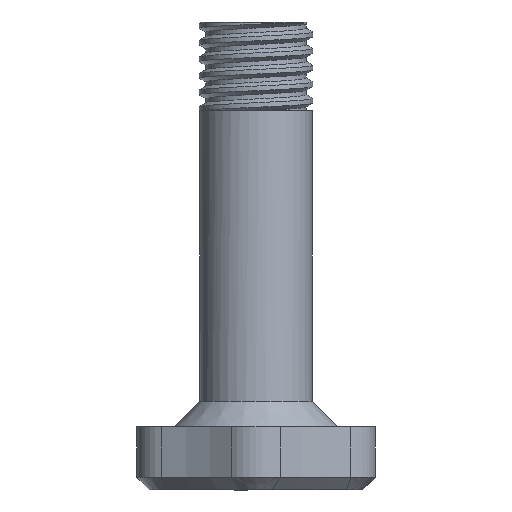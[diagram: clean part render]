
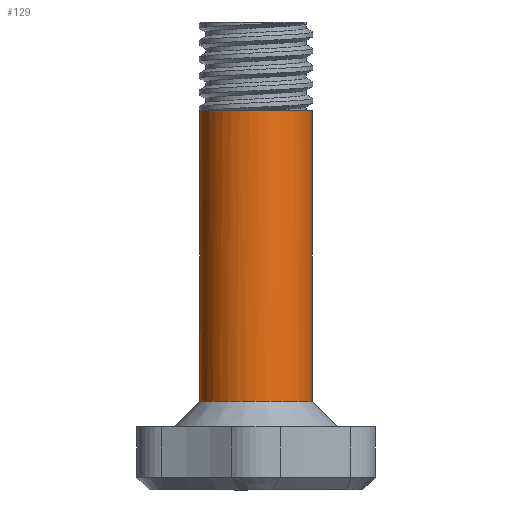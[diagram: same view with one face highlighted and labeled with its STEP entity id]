
A CAD part, left-side view. The second image highlights one B-rep face of the part: STEP entity #129.
In plain terms, the highlighted cylindrical face has radius 4.45 mm (diameter 8.9 mm), a partial arc.
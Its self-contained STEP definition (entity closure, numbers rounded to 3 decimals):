
#33 = ORIENTED_EDGE ( 'NONE', *, *, #3714, .T. ) ;
#47 = DIRECTION ( 'NONE',  ( 0., -1., 0. ) ) ;
#78 = CARTESIAN_POINT ( 'NONE',  ( 43.272, -4.878, 28.663 ) ) ;
#129 = ADVANCED_FACE ( 'NONE', ( #2219 ), #740, .T. ) ;
#375 = DIRECTION ( 'NONE',  ( 0., -1., 0. ) ) ;
#401 = DIRECTION ( 'NONE',  ( 0., 0., -1. ) ) ;
#533 = CIRCLE ( 'NONE', #1444, 4.45 ) ;
#590 = LINE ( 'NONE', #2857, #2605 ) ;
#601 = CARTESIAN_POINT ( 'NONE',  ( 43.272, 18.122, 28.663 ) ) ;
#614 = VERTEX_POINT ( 'NONE', #3223 ) ;
#716 = CARTESIAN_POINT ( 'NONE',  ( 43.272, 29.122, 37.563 ) ) ;
#731 = VECTOR ( 'NONE', #47, 1000. ) ;
#740 = CYLINDRICAL_SURFACE ( 'NONE', #2871, 4.45 ) ;
#873 = LINE ( 'NONE', #716, #731 ) ;
#1082 = EDGE_CURVE ( 'NONE', #614, #1370, #1980, .T. ) ;
#1209 = DIRECTION ( 'NONE',  ( 0., 0., -1. ) ) ;
#1370 = VERTEX_POINT ( 'NONE', #3427 ) ;
#1432 = EDGE_CURVE ( 'NONE', #3819, #2670, #590, .T. ) ;
#1444 = AXIS2_PLACEMENT_3D ( 'NONE', #2439, #3590, #1209 ) ;
#1455 = ORIENTED_EDGE ( 'NONE', *, *, #2516, .T. ) ;
#1540 = AXIS2_PLACEMENT_3D ( 'NONE', #2183, #375, #401 ) ;
#1849 = CARTESIAN_POINT ( 'NONE',  ( 43.272, 18.122, 33.113 ) ) ;
#1855 = AXIS2_PLACEMENT_3D ( 'NONE', #1849, #3366, #3982 ) ;
#1980 = CIRCLE ( 'NONE', #1855, 4.45 ) ;
#2172 = DIRECTION ( 'NONE',  ( 0., 0., -1. ) ) ;
#2183 = CARTESIAN_POINT ( 'NONE',  ( 43.272, 18.122, 33.113 ) ) ;
#2219 = FACE_OUTER_BOUND ( 'NONE', #3368, .T. ) ;
#2439 = CARTESIAN_POINT ( 'NONE',  ( 43.272, -4.878, 33.113 ) ) ;
#2516 = EDGE_CURVE ( 'NONE', #1370, #3819, #3398, .T. ) ;
#2605 = VECTOR ( 'NONE', #3440, 1000. ) ;
#2670 = VERTEX_POINT ( 'NONE', #78 ) ;
#2705 = EDGE_CURVE ( 'NONE', #614, #2841, #873, .T. ) ;
#2791 = ORIENTED_EDGE ( 'NONE', *, *, #1432, .T. ) ;
#2841 = VERTEX_POINT ( 'NONE', #3180 ) ;
#2854 = ORIENTED_EDGE ( 'NONE', *, *, #1082, .T. ) ;
#2857 = CARTESIAN_POINT ( 'NONE',  ( 43.272, 29.122, 28.663 ) ) ;
#2871 = AXIS2_PLACEMENT_3D ( 'NONE', #3065, #3631, #2172 ) ;
#2906 = ORIENTED_EDGE ( 'NONE', *, *, #2705, .F. ) ;
#3065 = CARTESIAN_POINT ( 'NONE',  ( 43.272, 29.122, 33.113 ) ) ;
#3180 = CARTESIAN_POINT ( 'NONE',  ( 43.272, -4.878, 37.563 ) ) ;
#3223 = CARTESIAN_POINT ( 'NONE',  ( 43.272, 18.122, 37.563 ) ) ;
#3366 = DIRECTION ( 'NONE',  ( 0., -1., 0. ) ) ;
#3368 = EDGE_LOOP ( 'NONE', ( #2906, #2854, #1455, #2791, #33 ) ) ;
#3398 = CIRCLE ( 'NONE', #1540, 4.45 ) ;
#3427 = CARTESIAN_POINT ( 'NONE',  ( 41.43, 18.122, 29.062 ) ) ;
#3440 = DIRECTION ( 'NONE',  ( 0., -1., 0. ) ) ;
#3590 = DIRECTION ( 'NONE',  ( 0., 1., 0. ) ) ;
#3631 = DIRECTION ( 'NONE',  ( 0., -1., 0. ) ) ;
#3714 = EDGE_CURVE ( 'NONE', #2670, #2841, #533, .T. ) ;
#3819 = VERTEX_POINT ( 'NONE', #601 ) ;
#3982 = DIRECTION ( 'NONE',  ( 0., 0., -1. ) ) ;
